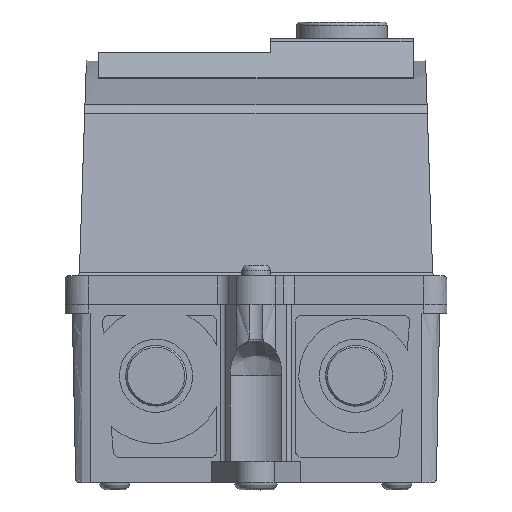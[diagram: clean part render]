
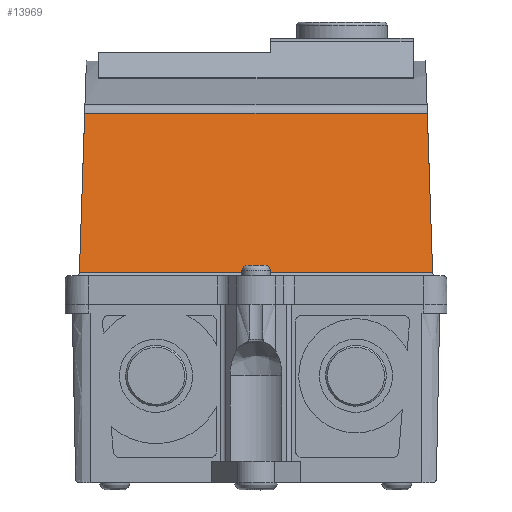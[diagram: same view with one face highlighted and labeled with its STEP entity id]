
A CAD part, front view. The second image highlights one B-rep face of the part: STEP entity #13969.
In plain terms, the highlighted free-form (B-spline) face has degree [1, 1] with [2, 2] control points.
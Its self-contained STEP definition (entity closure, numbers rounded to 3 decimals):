
#13789 = EDGE_CURVE('',#13790,#13792,#13794,.T.);
#13790 = VERTEX_POINT('',#13791);
#13791 = CARTESIAN_POINT('',(-55.339,-102.009,
    61.771));
#13792 = VERTEX_POINT('',#13793);
#13793 = CARTESIAN_POINT('',(55.339,-102.009,
    61.771));
#13794 = B_SPLINE_CURVE_WITH_KNOTS('',1,(#13795,#13796),.UNSPECIFIED.,
  .F.,.F.,(2,2),(0.,95.982),.PIECEWISE_BEZIER_KNOTS.);
#13795 = CARTESIAN_POINT('',(-55.339,-102.009,
    61.771));
#13796 = CARTESIAN_POINT('',(55.339,-102.009,
    61.771));
#13826 = VERTEX_POINT('',#13827);
#13827 = CARTESIAN_POINT('',(57.045,-110.513,
    10.34));
#13848 = EDGE_CURVE('',#13826,#13792,#13849,.T.);
#13849 = B_SPLINE_CURVE_WITH_KNOTS('',1,(#13850,#13851),.UNSPECIFIED.,
  .F.,.F.,(2,2),(0.,45.232),
  .PIECEWISE_BEZIER_KNOTS.);
#13850 = CARTESIAN_POINT('',(57.045,-110.513,
    10.34));
#13851 = CARTESIAN_POINT('',(55.339,-102.009,
    61.771));
#13898 = VERTEX_POINT('',#13899);
#13899 = CARTESIAN_POINT('',(-57.045,-110.513,
    10.34));
#13904 = EDGE_CURVE('',#13790,#13898,#13905,.T.);
#13905 = B_SPLINE_CURVE_WITH_KNOTS('',1,(#13906,#13907),.UNSPECIFIED.,
  .F.,.F.,(2,2),(0.,45.232),
  .PIECEWISE_BEZIER_KNOTS.);
#13906 = CARTESIAN_POINT('',(-55.339,-102.009,
    61.771));
#13907 = CARTESIAN_POINT('',(-57.045,-110.513,
    10.34));
#13969 = ADVANCED_FACE('',(#13970),#13998,.F.);
#13970 = FACE_BOUND('',#13971,.T.);
#13971 = EDGE_LOOP('',(#13972,#13981,#13982,#13983,#13984,#13993));
#13972 = ORIENTED_EDGE('',*,*,#13973,.T.);
#13973 = EDGE_CURVE('',#13974,#13826,#13976,.T.);
#13974 = VERTEX_POINT('',#13975);
#13975 = CARTESIAN_POINT('',(57.059,-110.538,
    10.19));
#13976 = ( BOUNDED_CURVE() B_SPLINE_CURVE(3,(#13977,#13978,#13979,#13980
),.UNSPECIFIED.,.F.,.F.) B_SPLINE_CURVE_WITH_KNOTS((4,4),(0.,1.),
.PIECEWISE_BEZIER_KNOTS.) CURVE() GEOMETRIC_REPRESENTATION_ITEM() 
RATIONAL_B_SPLINE_CURVE((1.,0.999,0.999,1.)) 
REPRESENTATION_ITEM('') );
#13977 = CARTESIAN_POINT('',(57.059,-110.538,
    10.19));
#13978 = CARTESIAN_POINT('',(57.051,-110.53,
    10.239));
#13979 = CARTESIAN_POINT('',(57.046,-110.521,
    10.29));
#13980 = CARTESIAN_POINT('',(57.045,-110.513,
    10.34));
#13981 = ORIENTED_EDGE('',*,*,#13848,.T.);
#13982 = ORIENTED_EDGE('',*,*,#13789,.F.);
#13983 = ORIENTED_EDGE('',*,*,#13904,.T.);
#13984 = ORIENTED_EDGE('',*,*,#13985,.T.);
#13985 = EDGE_CURVE('',#13898,#13986,#13988,.T.);
#13986 = VERTEX_POINT('',#13987);
#13987 = CARTESIAN_POINT('',(-57.059,-110.538,
    10.19));
#13988 = ( BOUNDED_CURVE() B_SPLINE_CURVE(3,(#13989,#13990,#13991,#13992
),.UNSPECIFIED.,.F.,.F.) B_SPLINE_CURVE_WITH_KNOTS((4,4),(0.,1.),
.PIECEWISE_BEZIER_KNOTS.) CURVE() GEOMETRIC_REPRESENTATION_ITEM() 
RATIONAL_B_SPLINE_CURVE((1.,0.999,0.999,1.)) 
REPRESENTATION_ITEM('') );
#13989 = CARTESIAN_POINT('',(-57.045,-110.513,
    10.34));
#13990 = CARTESIAN_POINT('',(-57.046,-110.521,
    10.29));
#13991 = CARTESIAN_POINT('',(-57.051,-110.53,
    10.239));
#13992 = CARTESIAN_POINT('',(-57.059,-110.538,
    10.19));
#13993 = ORIENTED_EDGE('',*,*,#13994,.T.);
#13994 = EDGE_CURVE('',#13986,#13974,#13995,.T.);
#13995 = B_SPLINE_CURVE_WITH_KNOTS('',1,(#13996,#13997),.UNSPECIFIED.,
  .F.,.F.,(2,2),(0.,98.966),.PIECEWISE_BEZIER_KNOTS.);
#13996 = CARTESIAN_POINT('',(-57.059,-110.538,
    10.19));
#13997 = CARTESIAN_POINT('',(57.059,-110.538,
    10.19));
#13998 = B_SPLINE_SURFACE_WITH_KNOTS('',1,1,(
    (#13999,#14000)
    ,(#14001,#14002
    )),.UNSPECIFIED.,.F.,.F.,.F.,(2,2),(2,2),(-45.339,0.),(
    -102.983,-4.017),.PIECEWISE_BEZIER_KNOTS.);
#13999 = CARTESIAN_POINT('',(57.059,-102.009,
    61.771));
#14000 = CARTESIAN_POINT('',(-57.059,-102.009,
    61.771));
#14001 = CARTESIAN_POINT('',(57.059,-110.538,
    10.19));
#14002 = CARTESIAN_POINT('',(-57.059,-110.538,
    10.19));
